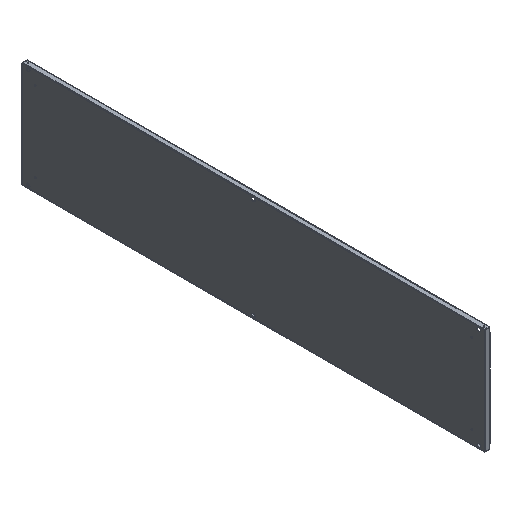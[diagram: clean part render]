
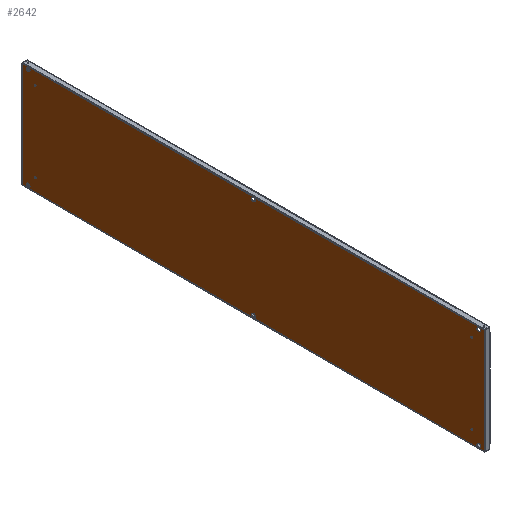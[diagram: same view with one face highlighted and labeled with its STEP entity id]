
A CAD part, isometric view. The second image highlights one B-rep face of the part: STEP entity #2642.
In plain terms, the highlighted planar face has unit normal (-1, 0, 0).
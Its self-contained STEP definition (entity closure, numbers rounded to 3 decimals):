
#12 = VERTEX_POINT ( 'NONE', #1384 ) ;
#13 = EDGE_LOOP ( 'NONE', ( #1135 ) ) ;
#25 = VERTEX_POINT ( 'NONE', #1366 ) ;
#35 = EDGE_LOOP ( 'NONE', ( #1906 ) ) ;
#46 = CIRCLE ( 'NONE', #777, 3.5 ) ;
#101 = DIRECTION ( 'NONE',  ( 0., 1., 0. ) ) ;
#105 = EDGE_LOOP ( 'NONE', ( #2148, #846, #1537, #1676 ) ) ;
#109 = CARTESIAN_POINT ( 'NONE',  ( -2., -1045., 238. ) ) ;
#123 = VERTEX_POINT ( 'NONE', #2375 ) ;
#128 = AXIS2_PLACEMENT_3D ( 'NONE', #1183, #2912, #2219 ) ;
#135 = CARTESIAN_POINT ( 'NONE',  ( -2., 988., -181. ) ) ;
#140 = VERTEX_POINT ( 'NONE', #608 ) ;
#161 = CARTESIAN_POINT ( 'NONE',  ( -2., 1045., -238. ) ) ;
#185 = VERTEX_POINT ( 'NONE', #2988 ) ;
#278 = DIRECTION ( 'NONE',  ( 0., 0., -1. ) ) ;
#378 = EDGE_CURVE ( 'NONE', #626, #626, #46, .T. ) ;
#428 = DIRECTION ( 'NONE',  ( -1., 0., 0. ) ) ;
#467 = PLANE ( 'NONE',  #2456 ) ;
#505 = LINE ( 'NONE', #532, #2291 ) ;
#518 = DIRECTION ( 'NONE',  ( 0., -1., 0. ) ) ;
#532 = CARTESIAN_POINT ( 'NONE',  ( -2., 1045., 238. ) ) ;
#561 = LINE ( 'NONE', #109, #2452 ) ;
#573 = AXIS2_PLACEMENT_3D ( 'NONE', #2957, #1215, #2925 ) ;
#591 = VERTEX_POINT ( 'NONE', #1385 ) ;
#601 = ORIENTED_EDGE ( 'NONE', *, *, #705, .T. ) ;
#608 = CARTESIAN_POINT ( 'NONE',  ( -2., -1028., 227.5 ) ) ;
#626 = VERTEX_POINT ( 'NONE', #2393 ) ;
#639 = DIRECTION ( 'NONE',  ( -1., 0., 0. ) ) ;
#658 = CARTESIAN_POINT ( 'NONE',  ( -2., -8., 227.5 ) ) ;
#684 = CIRCLE ( 'NONE', #573, 8. ) ;
#703 = CIRCLE ( 'NONE', #756, 8. ) ;
#705 = EDGE_CURVE ( 'NONE', #123, #123, #1421, .T. ) ;
#756 = AXIS2_PLACEMENT_3D ( 'NONE', #1704, #2485, #3150 ) ;
#777 = AXIS2_PLACEMENT_3D ( 'NONE', #135, #639, #101 ) ;
#819 = EDGE_CURVE ( 'NONE', #1663, #1663, #1626, .T. ) ;
#836 = DIRECTION ( 'NONE',  ( 1., 0., 0. ) ) ;
#846 = ORIENTED_EDGE ( 'NONE', *, *, #2445, .F. ) ;
#916 = AXIS2_PLACEMENT_3D ( 'NONE', #1689, #428, #1446 ) ;
#929 = CARTESIAN_POINT ( 'NONE',  ( -2., -991.5, 181. ) ) ;
#932 = FACE_BOUND ( 'NONE', #3006, .T. ) ;
#942 = EDGE_CURVE ( 'NONE', #2408, #12, #2946, .T. ) ;
#1027 = CIRCLE ( 'NONE', #916, 3.5 ) ;
#1046 = DIRECTION ( 'NONE',  ( 0., -1., 0. ) ) ;
#1056 = EDGE_LOOP ( 'NONE', ( #1823 ) ) ;
#1103 = EDGE_LOOP ( 'NONE', ( #1985 ) ) ;
#1135 = ORIENTED_EDGE ( 'NONE', *, *, #2708, .T. ) ;
#1136 = VECTOR ( 'NONE', #3220, 1000. ) ;
#1139 = DIRECTION ( 'NONE',  ( 0., -1., 0. ) ) ;
#1161 = DIRECTION ( 'NONE',  ( 0., -1., 0. ) ) ;
#1169 = AXIS2_PLACEMENT_3D ( 'NONE', #1429, #2438, #1161 ) ;
#1183 = CARTESIAN_POINT ( 'NONE',  ( -2., 0., 227.5 ) ) ;
#1195 = EDGE_LOOP ( 'NONE', ( #1349 ) ) ;
#1215 = DIRECTION ( 'NONE',  ( -1., 0., 0. ) ) ;
#1216 = FACE_BOUND ( 'NONE', #13, .T. ) ;
#1254 = EDGE_CURVE ( 'NONE', #140, #140, #1789, .T. ) ;
#1297 = CARTESIAN_POINT ( 'NONE',  ( -2., 1020., -227.5 ) ) ;
#1299 = CIRCLE ( 'NONE', #1766, 3.5 ) ;
#1348 = ORIENTED_EDGE ( 'NONE', *, *, #1254, .F. ) ;
#1349 = ORIENTED_EDGE ( 'NONE', *, *, #819, .T. ) ;
#1366 = CARTESIAN_POINT ( 'NONE',  ( -2., -1045., 238. ) ) ;
#1375 = DIRECTION ( 'NONE',  ( 0., 1., 0. ) ) ;
#1384 = CARTESIAN_POINT ( 'NONE',  ( -2., -1045., -238. ) ) ;
#1385 = CARTESIAN_POINT ( 'NONE',  ( -2., -8., -227.5 ) ) ;
#1420 = EDGE_CURVE ( 'NONE', #2636, #2636, #684, .T. ) ;
#1421 = CIRCLE ( 'NONE', #2259, 8. ) ;
#1423 = FACE_BOUND ( 'NONE', #2852, .T. ) ;
#1429 = CARTESIAN_POINT ( 'NONE',  ( -2., 0., -227.5 ) ) ;
#1437 = CARTESIAN_POINT ( 'NONE',  ( -2., 1045., 238. ) ) ;
#1446 = DIRECTION ( 'NONE',  ( 0., -1., 0. ) ) ;
#1464 = FACE_BOUND ( 'NONE', #1103, .T. ) ;
#1536 = CARTESIAN_POINT ( 'NONE',  ( -2., 1045., 238. ) ) ;
#1537 = ORIENTED_EDGE ( 'NONE', *, *, #3042, .F. ) ;
#1550 = CIRCLE ( 'NONE', #128, 8. ) ;
#1579 = VECTOR ( 'NONE', #2434, 1000. ) ;
#1626 = CIRCLE ( 'NONE', #2732, 3.5 ) ;
#1629 = AXIS2_PLACEMENT_3D ( 'NONE', #3140, #2089, #1139 ) ;
#1642 = CARTESIAN_POINT ( 'NONE',  ( -2., 991.5, 181. ) ) ;
#1663 = VERTEX_POINT ( 'NONE', #1642 ) ;
#1676 = ORIENTED_EDGE ( 'NONE', *, *, #2326, .T. ) ;
#1689 = CARTESIAN_POINT ( 'NONE',  ( -2., -988., 181. ) ) ;
#1693 = EDGE_CURVE ( 'NONE', #591, #591, #2066, .T. ) ;
#1704 = CARTESIAN_POINT ( 'NONE',  ( -2., -1020., -227.5 ) ) ;
#1766 = AXIS2_PLACEMENT_3D ( 'NONE', #2546, #2737, #518 ) ;
#1789 = CIRCLE ( 'NONE', #1629, 8. ) ;
#1823 = ORIENTED_EDGE ( 'NONE', *, *, #3094, .T. ) ;
#1844 = DIRECTION ( 'NONE',  ( 0., 0., -1. ) ) ;
#1876 = ORIENTED_EDGE ( 'NONE', *, *, #1420, .F. ) ;
#1906 = ORIENTED_EDGE ( 'NONE', *, *, #1693, .T. ) ;
#1969 = FACE_BOUND ( 'NONE', #35, .T. ) ;
#1984 = CARTESIAN_POINT ( 'NONE',  ( -2., -991.5, -181. ) ) ;
#1985 = ORIENTED_EDGE ( 'NONE', *, *, #378, .F. ) ;
#2037 = ORIENTED_EDGE ( 'NONE', *, *, #2588, .F. ) ;
#2054 = EDGE_LOOP ( 'NONE', ( #1876 ) ) ;
#2066 = CIRCLE ( 'NONE', #1169, 8. ) ;
#2089 = DIRECTION ( 'NONE',  ( -1., 0., 0. ) ) ;
#2097 = ORIENTED_EDGE ( 'NONE', *, *, #2723, .F. ) ;
#2148 = ORIENTED_EDGE ( 'NONE', *, *, #942, .T. ) ;
#2219 = DIRECTION ( 'NONE',  ( 0., -1., 0. ) ) ;
#2259 = AXIS2_PLACEMENT_3D ( 'NONE', #1297, #2300, #1046 ) ;
#2291 = VECTOR ( 'NONE', #278, 1000. ) ;
#2299 = VERTEX_POINT ( 'NONE', #1536 ) ;
#2300 = DIRECTION ( 'NONE',  ( 1., 0., 0. ) ) ;
#2326 = EDGE_CURVE ( 'NONE', #2299, #2408, #505, .T. ) ;
#2375 = CARTESIAN_POINT ( 'NONE',  ( -2., 1012., -227.5 ) ) ;
#2380 = CARTESIAN_POINT ( 'NONE',  ( -2., 988., 181. ) ) ;
#2393 = CARTESIAN_POINT ( 'NONE',  ( -2., 991.5, -181. ) ) ;
#2408 = VERTEX_POINT ( 'NONE', #2755 ) ;
#2431 = FACE_BOUND ( 'NONE', #2054, .T. ) ;
#2434 = DIRECTION ( 'NONE',  ( 0., -1., 0. ) ) ;
#2438 = DIRECTION ( 'NONE',  ( 1., 0., 0. ) ) ;
#2441 = VERTEX_POINT ( 'NONE', #658 ) ;
#2445 = EDGE_CURVE ( 'NONE', #25, #12, #561, .T. ) ;
#2446 = FACE_BOUND ( 'NONE', #3110, .T. ) ;
#2452 = VECTOR ( 'NONE', #1844, 1000. ) ;
#2456 = AXIS2_PLACEMENT_3D ( 'NONE', #1437, #2491, #2926 ) ;
#2475 = FACE_BOUND ( 'NONE', #1056, .T. ) ;
#2485 = DIRECTION ( 'NONE',  ( 1., 0., 0. ) ) ;
#2487 = VERTEX_POINT ( 'NONE', #1984 ) ;
#2491 = DIRECTION ( 'NONE',  ( 1., 0., 0. ) ) ;
#2546 = CARTESIAN_POINT ( 'NONE',  ( -2., -988., -181. ) ) ;
#2588 = EDGE_CURVE ( 'NONE', #2441, #2441, #1550, .T. ) ;
#2636 = VERTEX_POINT ( 'NONE', #2670 ) ;
#2642 = ADVANCED_FACE ( 'NONE', ( #2717, #1464, #2475, #932, #1216, #1969, #1423, #2431, #2446, #2735, #3218 ), #467, .F. ) ;
#2670 = CARTESIAN_POINT ( 'NONE',  ( -2., 1012., 227.5 ) ) ;
#2697 = EDGE_LOOP ( 'NONE', ( #2037 ) ) ;
#2708 = EDGE_CURVE ( 'NONE', #185, #185, #703, .T. ) ;
#2717 = FACE_BOUND ( 'NONE', #1195, .T. ) ;
#2723 = EDGE_CURVE ( 'NONE', #3182, #3182, #1027, .T. ) ;
#2732 = AXIS2_PLACEMENT_3D ( 'NONE', #2380, #836, #1375 ) ;
#2735 = FACE_BOUND ( 'NONE', #2697, .T. ) ;
#2737 = DIRECTION ( 'NONE',  ( 1., 0., 0. ) ) ;
#2753 = CARTESIAN_POINT ( 'NONE',  ( -2., 1045., 238. ) ) ;
#2755 = CARTESIAN_POINT ( 'NONE',  ( -2., 1045., -238. ) ) ;
#2852 = EDGE_LOOP ( 'NONE', ( #1348 ) ) ;
#2912 = DIRECTION ( 'NONE',  ( -1., 0., 0. ) ) ;
#2925 = DIRECTION ( 'NONE',  ( 0., -1., 0. ) ) ;
#2926 = DIRECTION ( 'NONE',  ( 0., 1., 0. ) ) ;
#2946 = LINE ( 'NONE', #161, #1579 ) ;
#2957 = CARTESIAN_POINT ( 'NONE',  ( -2., 1020., 227.5 ) ) ;
#2975 = LINE ( 'NONE', #2753, #1136 ) ;
#2988 = CARTESIAN_POINT ( 'NONE',  ( -2., -1028., -227.5 ) ) ;
#3006 = EDGE_LOOP ( 'NONE', ( #601 ) ) ;
#3042 = EDGE_CURVE ( 'NONE', #2299, #25, #2975, .T. ) ;
#3094 = EDGE_CURVE ( 'NONE', #2487, #2487, #1299, .T. ) ;
#3110 = EDGE_LOOP ( 'NONE', ( #2097 ) ) ;
#3140 = CARTESIAN_POINT ( 'NONE',  ( -2., -1020., 227.5 ) ) ;
#3150 = DIRECTION ( 'NONE',  ( 0., -1., 0. ) ) ;
#3182 = VERTEX_POINT ( 'NONE', #929 ) ;
#3218 = FACE_OUTER_BOUND ( 'NONE', #105, .T. ) ;
#3220 = DIRECTION ( 'NONE',  ( 0., -1., 0. ) ) ;
